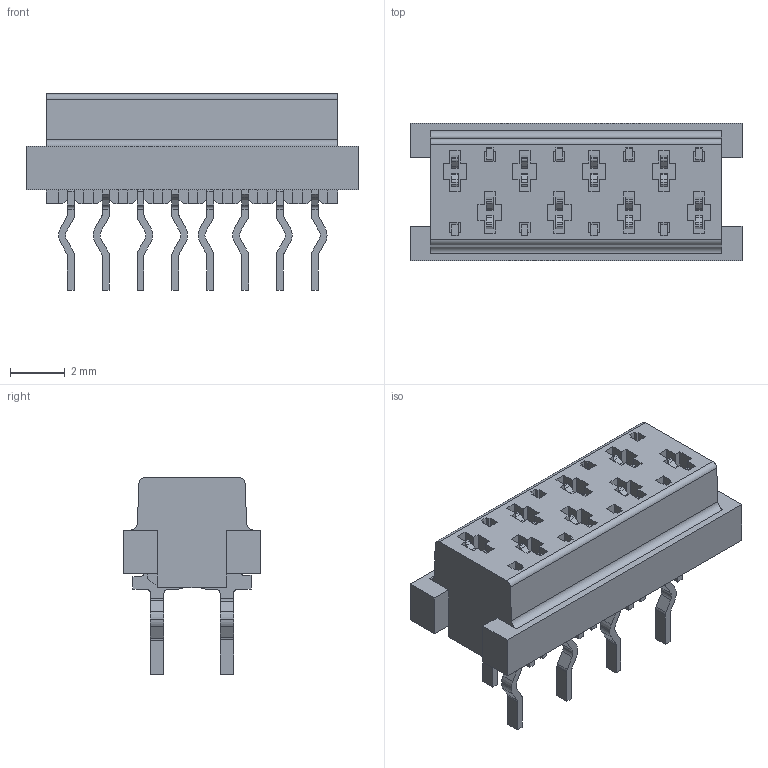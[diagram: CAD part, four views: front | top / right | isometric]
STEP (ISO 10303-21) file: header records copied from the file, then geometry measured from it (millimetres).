
FILE_DESCRIPTION(('STEP AP242'),'1');
FILE_NAME('7-215079-8.stp','2022-09-16T12:03:00',('TraceParts'),('TraceParts S.A.'),'Spatial InterOp 3D',' ',' ');
FILE_SCHEMA(('AP242_MANAGED_MODEL_BASED_3D_ENGINEERING_MIM_LF {1 0 10303 442 1 1 4}'));
Length unit declared in the file: millimetre
Products named in the file (1): 7-215079-8
Bounding box: 12.09 x 5 x 7.15 mm (x, y, z)
Volume: 175.9 mm3; surface area: 383.9 mm2
Topology: 1 solids, 1 shells, 770 faces, 2188 edges, 1452 vertices
Faces by surface type: plane 622, cylinder 148
Entity records: 24763 total; most frequent: CARTESIAN_POINT 4411, ORIENTED_EDGE 4376, DIRECTION 4026, EDGE_CURVE 2188, LINE 1892, VECTOR 1892, VERTEX_POINT 1452, AXIS2_PLACEMENT_3D 1067
